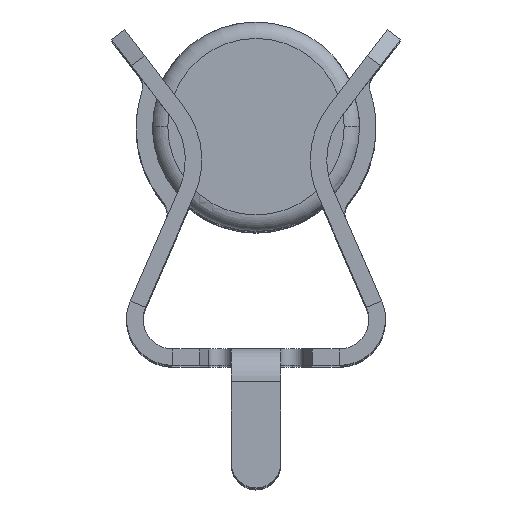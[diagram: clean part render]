
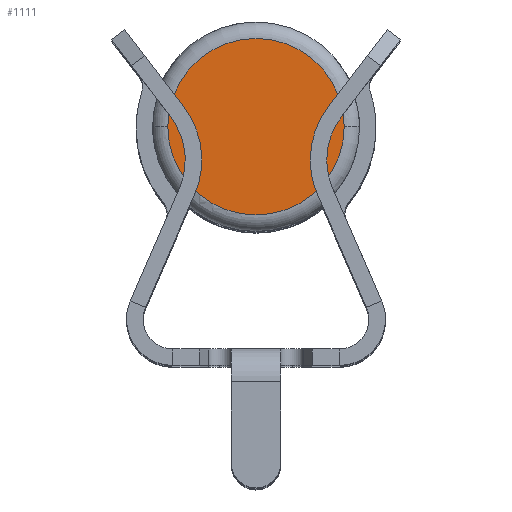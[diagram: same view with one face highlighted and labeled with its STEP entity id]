
A CAD part, top view. The second image highlights one B-rep face of the part: STEP entity #1111.
In plain terms, the highlighted planar face has unit normal (0, 0, 1).
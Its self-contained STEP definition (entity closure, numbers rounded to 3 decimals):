
#738 = DIRECTION ( 'NONE',  ( -1., 0., 0. ) ) ;
#981 = DIRECTION ( 'NONE',  ( 1., 0., 0. ) ) ;
#1111 = ADVANCED_FACE ( 'NONE', ( #10599 ), #2501, .T. ) ;
#1675 = ORIENTED_EDGE ( 'NONE', *, *, #3482, .F. ) ;
#2501 = PLANE ( 'NONE',  #18668 ) ;
#3482 = EDGE_CURVE ( 'NONE', #4758, #4316, #12554, .T. ) ;
#4316 = VERTEX_POINT ( 'NONE', #8623 ) ;
#4758 = VERTEX_POINT ( 'NONE', #9149 ) ;
#6405 = CARTESIAN_POINT ( 'NONE',  ( 0., 6.741, 5.8 ) ) ;
#6461 = AXIS2_PLACEMENT_3D ( 'NONE', #6405, #16746, #7914 ) ;
#7914 = DIRECTION ( 'NONE',  ( -1., 0., 0. ) ) ;
#8623 = CARTESIAN_POINT ( 'NONE',  ( -2.675, 6.741, 5.8 ) ) ;
#9149 = CARTESIAN_POINT ( 'NONE',  ( 2.675, 6.741, 5.8 ) ) ;
#9227 = EDGE_LOOP ( 'NONE', ( #13470, #1675 ) ) ;
#9567 = DIRECTION ( 'NONE',  ( 0., 0., -1. ) ) ;
#9741 = DIRECTION ( 'NONE',  ( 0., 0., 1. ) ) ;
#9799 = CARTESIAN_POINT ( 'NONE',  ( 0., 9.416, 5.8 ) ) ;
#10599 = FACE_OUTER_BOUND ( 'NONE', #9227, .T. ) ;
#12554 = CIRCLE ( 'NONE', #16824, 2.675 ) ;
#13470 = ORIENTED_EDGE ( 'NONE', *, *, #18192, .F. ) ;
#16746 = DIRECTION ( 'NONE',  ( 0., 0., -1. ) ) ;
#16824 = AXIS2_PLACEMENT_3D ( 'NONE', #18383, #9567, #738 ) ;
#18192 = EDGE_CURVE ( 'NONE', #4316, #4758, #18596, .T. ) ;
#18383 = CARTESIAN_POINT ( 'NONE',  ( 0., 6.741, 5.8 ) ) ;
#18596 = CIRCLE ( 'NONE', #6461, 2.675 ) ;
#18668 = AXIS2_PLACEMENT_3D ( 'NONE', #9799, #9741, #981 ) ;
